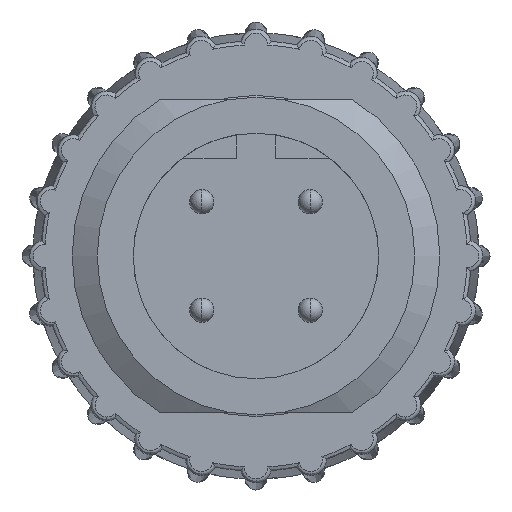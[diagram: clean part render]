
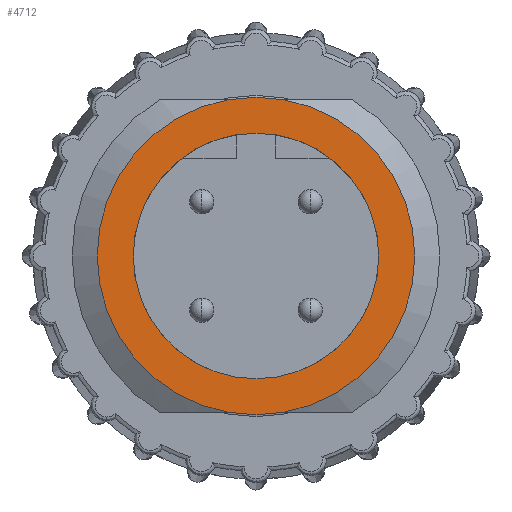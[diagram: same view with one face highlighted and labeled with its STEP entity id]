
A CAD part, left-side view. The second image highlights one B-rep face of the part: STEP entity #4712.
In plain terms, the highlighted face is planar.
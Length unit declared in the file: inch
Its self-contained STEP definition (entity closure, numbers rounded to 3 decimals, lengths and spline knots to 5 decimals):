
#4624 = ORIENTED_EDGE ( 'NONE', *, *, #34023, .F. ) ;
#4625 = ORIENTED_EDGE ( 'NONE', *, *, #4626, .F. ) ;
#4626 = EDGE_CURVE ( 'NONE', #34049, #34024, #5684, .T. ) ;
#4659 = EDGE_CURVE ( 'NONE', #34040, #34037, #5739, .T. ) ;
#4712 = ADVANCED_FACE ( 'NONE', ( #5829, #5828 ), #5827, .F. ) ;
#4713 = EDGE_LOOP ( 'NONE', ( #4714, #4715 ) ) ;
#4714 = ORIENTED_EDGE ( 'NONE', *, *, #4659, .F. ) ;
#4715 = ORIENTED_EDGE ( 'NONE', *, *, #34039, .F. ) ;
#4716 = EDGE_LOOP ( 'NONE', ( #4624, #4625 ) ) ;
#5680 = DIRECTION ( 'NONE',  ( -1., 0., 0. ) ) ;
#5681 = DIRECTION ( 'NONE',  ( 0., 0., -1. ) ) ;
#5682 = CARTESIAN_POINT ( 'NONE',  ( 0., 0., 0.874 ) ) ;
#5683 = AXIS2_PLACEMENT_3D ( 'NONE', #5682, #5681, #5680 ) ;
#5684 = CIRCLE ( 'NONE', #5683, 0.203 ) ;
#5729 = DIRECTION ( 'NONE',  ( 1., 0., 0. ) ) ;
#5730 = DIRECTION ( 'NONE',  ( 0., 0., 1. ) ) ;
#5731 = CARTESIAN_POINT ( 'NONE',  ( 0., 0., 0.874 ) ) ;
#5732 = AXIS2_PLACEMENT_3D ( 'NONE', #5731, #5730, #5729 ) ;
#5739 = CIRCLE ( 'NONE', #5732, 0.157 ) ;
#5822 = DIRECTION ( 'NONE',  ( -1., 0., 0. ) ) ;
#5823 = DIRECTION ( 'NONE',  ( 0., 0., -1. ) ) ;
#5824 = AXIS2_PLACEMENT_3D ( 'NONE', #5826, #5823, #5822 ) ;
#5826 = CARTESIAN_POINT ( 'NONE',  ( 0.203, 0., 0.874 ) ) ;
#5827 = PLANE ( 'NONE',  #5824 ) ;
#5828 = FACE_OUTER_BOUND ( 'NONE', #4716, .T. ) ;
#5829 = FACE_BOUND ( 'NONE', #4713, .T. ) ;
#32017 = CARTESIAN_POINT ( 'NONE',  ( -0.203, 0., 0.874 ) ) ;
#32018 = DIRECTION ( 'NONE',  ( -1., 0., 0. ) ) ;
#32019 = DIRECTION ( 'NONE',  ( 0., 0., -1. ) ) ;
#32020 = CARTESIAN_POINT ( 'NONE',  ( 0., 0., 0.874 ) ) ;
#32021 = AXIS2_PLACEMENT_3D ( 'NONE', #32020, #32019, #32018 ) ;
#32022 = CIRCLE ( 'NONE', #32021, 0.203 ) ;
#32086 = CARTESIAN_POINT ( 'NONE',  ( 0.203, 0., 0.874 ) ) ;
#32100 = CARTESIAN_POINT ( 'NONE',  ( 0.157, 0., 0.874 ) ) ;
#32101 = DIRECTION ( 'NONE',  ( 1., 0., 0. ) ) ;
#32102 = DIRECTION ( 'NONE',  ( 0., 0., 1. ) ) ;
#32103 = CARTESIAN_POINT ( 'NONE',  ( 0., 0., 0.874 ) ) ;
#32104 = AXIS2_PLACEMENT_3D ( 'NONE', #32103, #32102, #32101 ) ;
#32105 = CIRCLE ( 'NONE', #32104, 0.157 ) ;
#32106 = CARTESIAN_POINT ( 'NONE',  ( -0.157, 0., 0.874 ) ) ;
#34023 = EDGE_CURVE ( 'NONE', #34024, #34049, #32022, .T. ) ;
#34024 = VERTEX_POINT ( 'NONE', #32017 ) ;
#34037 = VERTEX_POINT ( 'NONE', #32106 ) ;
#34039 = EDGE_CURVE ( 'NONE', #34037, #34040, #32105, .T. ) ;
#34040 = VERTEX_POINT ( 'NONE', #32100 ) ;
#34049 = VERTEX_POINT ( 'NONE', #32086 ) ;
